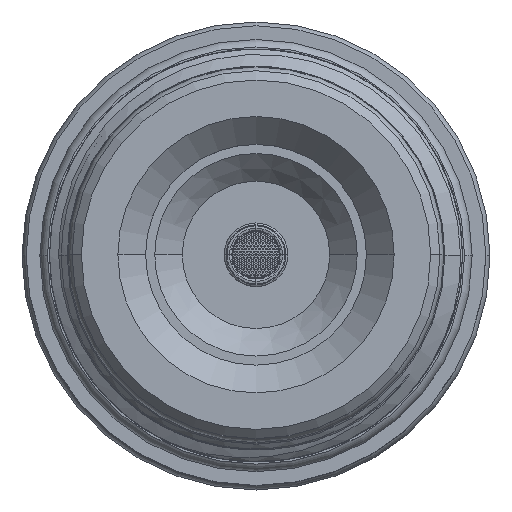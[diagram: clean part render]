
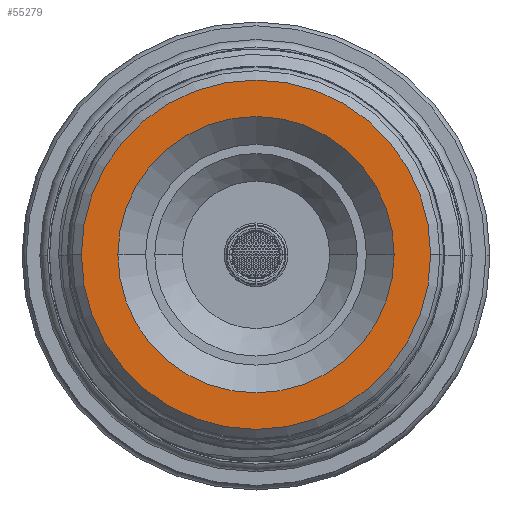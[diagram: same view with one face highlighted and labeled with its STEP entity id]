
A CAD part, top view. The second image highlights one B-rep face of the part: STEP entity #55279.
In plain terms, the highlighted planar face has unit normal (0, 0, 1).
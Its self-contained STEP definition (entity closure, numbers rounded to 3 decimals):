
#1753 = VERTEX_POINT ( 'NONE', #57670 ) ;
#2808 = CARTESIAN_POINT ( 'NONE',  ( 0., 0., 108.85 ) ) ;
#3284 = FACE_OUTER_BOUND ( 'NONE', #26533, .T. ) ;
#5201 = AXIS2_PLACEMENT_3D ( 'NONE', #2808, #34036, #57080 ) ;
#5267 = CARTESIAN_POINT ( 'NONE',  ( 0., 0., 108.85 ) ) ;
#6529 = CIRCLE ( 'NONE', #11668, 11.925 ) ;
#9756 = DIRECTION ( 'NONE',  ( 1., 0., 0. ) ) ;
#9785 = PLANE ( 'NONE',  #40991 ) ;
#10341 = VERTEX_POINT ( 'NONE', #48957 ) ;
#10348 = DIRECTION ( 'NONE',  ( 1., 0., 0. ) ) ;
#11668 = AXIS2_PLACEMENT_3D ( 'NONE', #5267, #36473, #9756 ) ;
#12446 = EDGE_CURVE ( 'NONE', #37696, #10341, #26346, .T. ) ;
#16431 = VERTEX_POINT ( 'NONE', #34271 ) ;
#16937 = EDGE_CURVE ( 'NONE', #1753, #16431, #42347, .T. ) ;
#17077 = AXIS2_PLACEMENT_3D ( 'NONE', #46707, #28500, #24217 ) ;
#21189 = EDGE_CURVE ( 'NONE', #10341, #37696, #49832, .T. ) ;
#21644 = EDGE_CURVE ( 'NONE', #16431, #1753, #6529, .T. ) ;
#22803 = FACE_BOUND ( 'NONE', #50671, .T. ) ;
#24217 = DIRECTION ( 'NONE',  ( -1., 0., 0. ) ) ;
#26346 = CIRCLE ( 'NONE', #17077, 15.075 ) ;
#26533 = EDGE_LOOP ( 'NONE', ( #28358, #39178 ) ) ;
#26991 = CARTESIAN_POINT ( 'NONE',  ( 15.075, 0., 108.85 ) ) ;
#28081 = DIRECTION ( 'NONE',  ( 0., 0., 1. ) ) ;
#28358 = ORIENTED_EDGE ( 'NONE', *, *, #21189, .F. ) ;
#28500 = DIRECTION ( 'NONE',  ( 0., 0., -1. ) ) ;
#34036 = DIRECTION ( 'NONE',  ( 0., 0., 1. ) ) ;
#34139 = ORIENTED_EDGE ( 'NONE', *, *, #21644, .F. ) ;
#34271 = CARTESIAN_POINT ( 'NONE',  ( -11.925, 0., 108.85 ) ) ;
#35955 = DIRECTION ( 'NONE',  ( -1., 0., 0. ) ) ;
#36473 = DIRECTION ( 'NONE',  ( 0., 0., 1. ) ) ;
#37696 = VERTEX_POINT ( 'NONE', #26991 ) ;
#39178 = ORIENTED_EDGE ( 'NONE', *, *, #12446, .F. ) ;
#40991 = AXIS2_PLACEMENT_3D ( 'NONE', #54855, #28081, #10348 ) ;
#42347 = CIRCLE ( 'NONE', #5201, 11.925 ) ;
#43493 = AXIS2_PLACEMENT_3D ( 'NONE', #53731, #49454, #35955 ) ;
#46707 = CARTESIAN_POINT ( 'NONE',  ( 0., 0., 108.85 ) ) ;
#48957 = CARTESIAN_POINT ( 'NONE',  ( -15.075, 0., 108.85 ) ) ;
#49454 = DIRECTION ( 'NONE',  ( 0., 0., -1. ) ) ;
#49832 = CIRCLE ( 'NONE', #43493, 15.075 ) ;
#50671 = EDGE_LOOP ( 'NONE', ( #52678, #34139 ) ) ;
#52678 = ORIENTED_EDGE ( 'NONE', *, *, #16937, .F. ) ;
#53731 = CARTESIAN_POINT ( 'NONE',  ( 0., 0., 108.85 ) ) ;
#54855 = CARTESIAN_POINT ( 'NONE',  ( -15.075, 0., 108.85 ) ) ;
#55279 = ADVANCED_FACE ( 'NONE', ( #3284, #22803 ), #9785, .T. ) ;
#57080 = DIRECTION ( 'NONE',  ( 1., 0., 0. ) ) ;
#57670 = CARTESIAN_POINT ( 'NONE',  ( 11.925, 0., 108.85 ) ) ;
